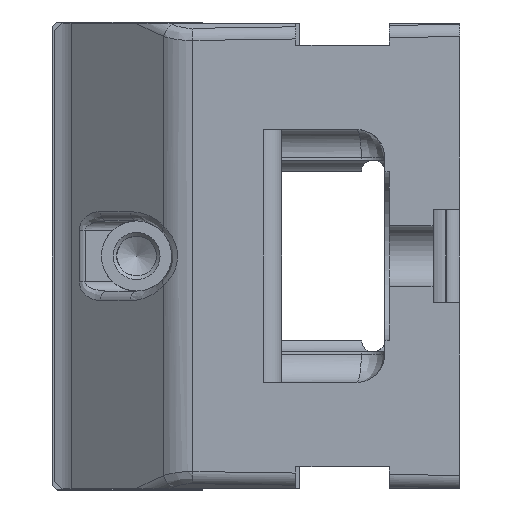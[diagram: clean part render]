
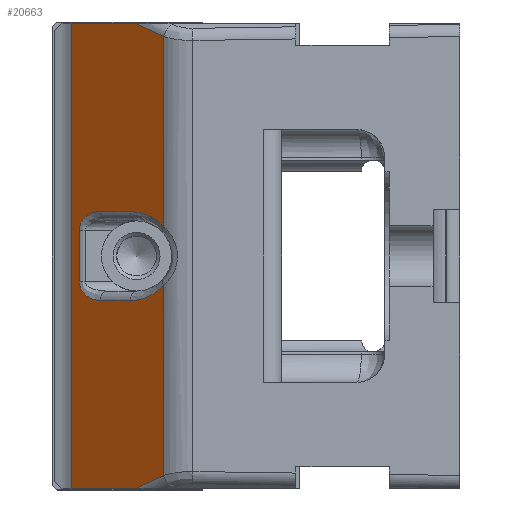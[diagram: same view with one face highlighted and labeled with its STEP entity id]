
A CAD part, left-side view. The second image highlights one B-rep face of the part: STEP entity #20663.
In plain terms, the highlighted planar face has unit normal (-0.75, 0.662, 0).
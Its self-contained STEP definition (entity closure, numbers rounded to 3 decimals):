
#11 = VERTEX_POINT ( 'NONE', #12065 ) ;
#117 = VECTOR ( 'NONE', #6856, 1000. ) ;
#190 = VECTOR ( 'NONE', #13837, 1000. ) ;
#435 = DIRECTION ( 'NONE',  ( -0.662, -0.75, 0. ) ) ;
#708 = CARTESIAN_POINT ( 'NONE',  ( 20.5, 84.301, -7.843 ) ) ;
#1002 = VECTOR ( 'NONE', #17301, 1000. ) ;
#1462 = EDGE_LOOP ( 'NONE', ( #13344, #13314, #15139, #6016, #7973, #2570, #14070, #1927, #16102, #20623, #16573, #12497, #1554, #15164 ) ) ;
#1554 = ORIENTED_EDGE ( 'NONE', *, *, #12251, .T. ) ;
#1704 = VERTEX_POINT ( 'NONE', #20454 ) ;
#1870 = CARTESIAN_POINT ( 'NONE',  ( 21.999, 86., -49.75 ) ) ;
#1927 = ORIENTED_EDGE ( 'NONE', *, *, #9889, .T. ) ;
#1975 = EDGE_CURVE ( 'NONE', #5610, #14603, #16737, .T. ) ;
#1990 = CARTESIAN_POINT ( 'NONE',  ( 20.5, 84.301, 5.5 ) ) ;
#2570 = ORIENTED_EDGE ( 'NONE', *, *, #2723, .T. ) ;
#2723 = EDGE_CURVE ( 'NONE', #15207, #12545, #18687, .T. ) ;
#2930 = VERTEX_POINT ( 'NONE', #3547 ) ;
#3275 = DIRECTION ( 'NONE',  ( 0.623, 0.706, 0.335 ) ) ;
#3547 = CARTESIAN_POINT ( 'NONE',  ( 9.868, 72.249, -49.75 ) ) ;
#3675 = AXIS2_PLACEMENT_3D ( 'NONE', #14037, #7460, #7602 ) ;
#3985 = CARTESIAN_POINT ( 'NONE',  ( 20.5, 84.301, 7.843 ) ) ;
#4058 = CARTESIAN_POINT ( 'NONE',  ( 20.5, 84.301, 5.5 ) ) ;
#4132 = CARTESIAN_POINT ( 'NONE',  ( 20.5, 84.301, -5.5 ) ) ;
#4287 = EDGE_CURVE ( 'NONE', #12545, #11377, #19335, .T. ) ;
#5448 = LINE ( 'NONE', #13737, #17421 ) ;
#5494 = EDGE_CURVE ( 'NONE', #1704, #18374, #8647, .T. ) ;
#5610 = VERTEX_POINT ( 'NONE', #13303 ) ;
#5672 = EDGE_CURVE ( 'NONE', #6219, #11, #19143, .T. ) ;
#5730 = CARTESIAN_POINT ( 'NONE',  ( 6.206, 68.098, 8.369 ) ) ;
#5788 = CARTESIAN_POINT ( 'NONE',  ( 4.59, 66.267, -57.335 ) ) ;
#5914 = CARTESIAN_POINT ( 'NONE',  ( 21.999, 86., -9.5 ) ) ;
#6016 = ORIENTED_EDGE ( 'NONE', *, *, #18576, .T. ) ;
#6219 = VERTEX_POINT ( 'NONE', #17378 ) ;
#6396 = CARTESIAN_POINT ( 'NONE',  ( -1.749, 59.081, 43.499 ) ) ;
#6424 = LINE ( 'NONE', #12404, #15846 ) ;
#6729 = VERTEX_POINT ( 'NONE', #1990 ) ;
#6856 = DIRECTION ( 'NONE',  ( 0.662, 0.75, 0. ) ) ;
#7339 = CARTESIAN_POINT ( 'NONE',  ( 18.843, 82.423, 9.5 ) ) ;
#7460 = DIRECTION ( 'NONE',  ( -0.75, 0.662, 0. ) ) ;
#7602 = DIRECTION ( 'NONE',  ( -0.662, -0.75, 0. ) ) ;
#7973 = ORIENTED_EDGE ( 'NONE', *, *, #11094, .T. ) ;
#7993 = EDGE_CURVE ( 'NONE', #14603, #18374, #6424, .T. ) ;
#8522 = CARTESIAN_POINT ( 'NONE',  ( 9.868, 72.249, 49.75 ) ) ;
#8647 = LINE ( 'NONE', #6396, #14776 ) ;
#9470 = LINE ( 'NONE', #5788, #20158 ) ;
#9519 = CARTESIAN_POINT ( 'NONE',  ( 4.59, 66.267, -6.305 ) ) ;
#9889 = EDGE_CURVE ( 'NONE', #11377, #18352, #21049, .T. ) ;
#10521 = DIRECTION ( 'NONE',  ( 0., 0., 1. ) ) ;
#10644 = CARTESIAN_POINT ( 'NONE',  ( 22.22, 86.25, -56.397 ) ) ;
#10761 = CARTESIAN_POINT ( 'NONE',  ( 4.59, 66.267, -57.335 ) ) ;
#11094 = EDGE_CURVE ( 'NONE', #11556, #15207, #9470, .T. ) ;
#11375 = LINE ( 'NONE', #1870, #117 ) ;
#11377 = VERTEX_POINT ( 'NONE', #15065 ) ;
#11422 = VECTOR ( 'NONE', #17234, 1000. ) ;
#11556 = VERTEX_POINT ( 'NONE', #18185 ) ;
#11598 = VERTEX_POINT ( 'NONE', #16638 ) ;
#12065 = CARTESIAN_POINT ( 'NONE',  ( 4.59, 66.267, 6.305 ) ) ;
#12171 = VECTOR ( 'NONE', #16076, 1000. ) ;
#12212 = LINE ( 'NONE', #10761, #190 ) ;
#12251 = EDGE_CURVE ( 'NONE', #11, #1704, #12212, .T. ) ;
#12325 = DIRECTION ( 'NONE',  ( -0.662, -0.75, 0. ) ) ;
#12404 = CARTESIAN_POINT ( 'NONE',  ( 21.999, 86., 49.75 ) ) ;
#12497 = ORIENTED_EDGE ( 'NONE', *, *, #5672, .T. ) ;
#12545 = VERTEX_POINT ( 'NONE', #16313 ) ;
#13303 = CARTESIAN_POINT ( 'NONE',  ( 21.999, 86., -49.75 ) ) ;
#13314 = ORIENTED_EDGE ( 'NONE', *, *, #1975, .F. ) ;
#13344 = ORIENTED_EDGE ( 'NONE', *, *, #7993, .F. ) ;
#13737 = CARTESIAN_POINT ( 'NONE',  ( 20.5, 84.301, 7.5 ) ) ;
#13837 = DIRECTION ( 'NONE',  ( 0., 0., 1. ) ) ;
#14037 = CARTESIAN_POINT ( 'NONE',  ( 21.999, 86., -57.335 ) ) ;
#14070 = ORIENTED_EDGE ( 'NONE', *, *, #4287, .T. ) ;
#14087 = CARTESIAN_POINT ( 'NONE',  ( 10.86, 73.373, 9.5 ) ) ;
#14354 = DIRECTION ( 'NONE',  ( 0., 0., 1. ) ) ;
#14603 = VERTEX_POINT ( 'NONE', #15431 ) ;
#14776 = VECTOR ( 'NONE', #3275, 1000. ) ;
#14969 = EDGE_CURVE ( 'NONE', #2930, #5610, #11375, .T. ) ;
#15065 = CARTESIAN_POINT ( 'NONE',  ( 16.5, 79.767, -9.5 ) ) ;
#15139 = ORIENTED_EDGE ( 'NONE', *, *, #14969, .F. ) ;
#15164 = ORIENTED_EDGE ( 'NONE', *, *, #5494, .T. ) ;
#15207 = VERTEX_POINT ( 'NONE', #20399 ) ;
#15220 = EDGE_CURVE ( 'NONE', #6729, #11598, #20020, .T. ) ;
#15233 = CARTESIAN_POINT ( 'NONE',  ( 21.999, 86., 9.5 ) ) ;
#15349 = CARTESIAN_POINT ( 'NONE',  ( 16.5, 79.767, -9.5 ) ) ;
#15431 = CARTESIAN_POINT ( 'NONE',  ( 21.999, 86., 49.75 ) ) ;
#15579 = CARTESIAN_POINT ( 'NONE',  ( 8.426, 70.614, 9.5 ) ) ;
#15846 = VECTOR ( 'NONE', #12325, 1000. ) ;
#15873 = CARTESIAN_POINT ( 'NONE',  ( 10.86, 73.373, -9.5 ) ) ;
#16076 = DIRECTION ( 'NONE',  ( 0., 0., 1. ) ) ;
#16102 = ORIENTED_EDGE ( 'NONE', *, *, #19690, .T. ) ;
#16313 = CARTESIAN_POINT ( 'NONE',  ( 10.86, 73.373, -9.5 ) ) ;
#16573 = ORIENTED_EDGE ( 'NONE', *, *, #18418, .T. ) ;
#16638 = CARTESIAN_POINT ( 'NONE',  ( 16.5, 79.767, 9.5 ) ) ;
#16737 = LINE ( 'NONE', #17969, #12171 ) ;
#17082 = CARTESIAN_POINT ( 'NONE',  ( 18.843, 82.423, -9.5 ) ) ;
#17123 = PLANE ( 'NONE',  #3675 ) ;
#17234 = DIRECTION ( 'NONE',  ( -0.623, -0.706, 0.335 ) ) ;
#17255 = CARTESIAN_POINT ( 'NONE',  ( 4.59, 66.267, 6.305 ) ) ;
#17301 = DIRECTION ( 'NONE',  ( 0.662, 0.75, 0. ) ) ;
#17378 = CARTESIAN_POINT ( 'NONE',  ( 10.86, 73.373, 9.5 ) ) ;
#17421 = VECTOR ( 'NONE', #10521, 1000. ) ;
#17593 = FACE_OUTER_BOUND ( 'NONE', #1462, .T. ) ;
#17969 = CARTESIAN_POINT ( 'NONE',  ( 21.999, 86., -57.335 ) ) ;
#18185 = CARTESIAN_POINT ( 'NONE',  ( 4.59, 66.267, -46.91 ) ) ;
#18352 = VERTEX_POINT ( 'NONE', #19596 ) ;
#18374 = VERTEX_POINT ( 'NONE', #8522 ) ;
#18418 = EDGE_CURVE ( 'NONE', #11598, #6219, #20048, .T. ) ;
#18576 = EDGE_CURVE ( 'NONE', #2930, #11556, #19279, .T. ) ;
#18687 =( BOUNDED_CURVE ( )  B_SPLINE_CURVE ( 3, ( #9519, #20889, #19048, #15873 ),
 .UNSPECIFIED., .F., .T. ) 
 B_SPLINE_CURVE_WITH_KNOTS ( ( 4, 4 ),
 ( 0.726, 1.571 ),
 .UNSPECIFIED. ) 
 CURVE ( )  GEOMETRIC_REPRESENTATION_ITEM ( )  RATIONAL_B_SPLINE_CURVE ( ( 1., 0.941, 0.941, 1. ) ) 
 REPRESENTATION_ITEM ( '' )  );
#18690 = CARTESIAN_POINT ( 'NONE',  ( 16.5, 79.767, 9.5 ) ) ;
#19048 = CARTESIAN_POINT ( 'NONE',  ( 8.426, 70.614, -9.5 ) ) ;
#19143 =( BOUNDED_CURVE ( )  B_SPLINE_CURVE ( 3, ( #14087, #15579, #5730, #17255 ),
 .UNSPECIFIED., .F., .T. ) 
 B_SPLINE_CURVE_WITH_KNOTS ( ( 4, 4 ),
 ( 4.712, 5.558 ),
 .UNSPECIFIED. ) 
 CURVE ( )  GEOMETRIC_REPRESENTATION_ITEM ( )  RATIONAL_B_SPLINE_CURVE ( ( 1., 0.941, 0.941, 1. ) ) 
 REPRESENTATION_ITEM ( '' )  );
#19279 = LINE ( 'NONE', #10644, #11422 ) ;
#19295 = VECTOR ( 'NONE', #435, 1000. ) ;
#19335 = LINE ( 'NONE', #5914, #1002 ) ;
#19596 = CARTESIAN_POINT ( 'NONE',  ( 20.5, 84.301, -5.5 ) ) ;
#19690 = EDGE_CURVE ( 'NONE', #18352, #6729, #5448, .T. ) ;
#20020 =( BOUNDED_CURVE ( )  B_SPLINE_CURVE ( 3, ( #4058, #3985, #7339, #18690 ),
 .UNSPECIFIED., .F., .F. ) 
 B_SPLINE_CURVE_WITH_KNOTS ( ( 4, 4 ),
 ( 3.142, 4.712 ),
 .UNSPECIFIED. ) 
 CURVE ( )  GEOMETRIC_REPRESENTATION_ITEM ( )  RATIONAL_B_SPLINE_CURVE ( ( 1., 0.805, 0.805, 1. ) ) 
 REPRESENTATION_ITEM ( '' )  );
#20048 = LINE ( 'NONE', #15233, #19295 ) ;
#20158 = VECTOR ( 'NONE', #14354, 1000. ) ;
#20399 = CARTESIAN_POINT ( 'NONE',  ( 4.59, 66.267, -6.305 ) ) ;
#20454 = CARTESIAN_POINT ( 'NONE',  ( 4.59, 66.267, 46.91 ) ) ;
#20623 = ORIENTED_EDGE ( 'NONE', *, *, #15220, .T. ) ;
#20663 = ADVANCED_FACE ( 'NONE', ( #17593 ), #17123, .T. ) ;
#20889 = CARTESIAN_POINT ( 'NONE',  ( 6.206, 68.098, -8.369 ) ) ;
#21049 =( BOUNDED_CURVE ( )  B_SPLINE_CURVE ( 3, ( #15349, #17082, #708, #4132 ),
 .UNSPECIFIED., .F., .F. ) 
 B_SPLINE_CURVE_WITH_KNOTS ( ( 4, 4 ),
 ( 4.712, 6.283 ),
 .UNSPECIFIED. ) 
 CURVE ( )  GEOMETRIC_REPRESENTATION_ITEM ( )  RATIONAL_B_SPLINE_CURVE ( ( 1., 0.805, 0.805, 1. ) ) 
 REPRESENTATION_ITEM ( '' )  );
